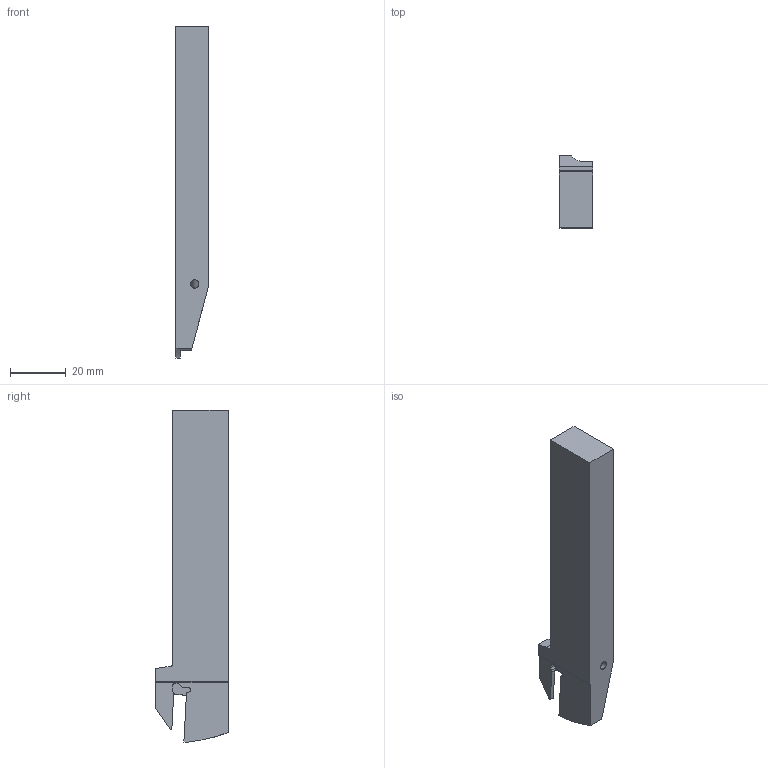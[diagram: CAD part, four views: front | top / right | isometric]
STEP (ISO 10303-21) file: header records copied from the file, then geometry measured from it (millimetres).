
FILE_DESCRIPTION(/* description */ (''),/* implementation_level */ '2;1');
FILE_NAME(/* name */ 'GYSR2012JX00-D17.stp',/* time_stamp */ '2021-08-18T15:29:39+09:00',/* author */ (''),/* organization */ (''),/* preprocessor_version */ 'ST-DEVELOPER v16',/* originating_system */ 'SIEMENS PLM Software NX 10.0',/* authorisation */ '');
FILE_SCHEMA (('AUTOMOTIVE_DESIGN { 1 0 10303 214 3 1 1 1 }'));
Length unit declared in the file: millimetre
Products named in the file (1): GYSR2012JX00-D17_ASM
Bounding box: 12 x 26 x 119 mm (x, y, z)
Volume: 25578.8 mm3; surface area: 8284.2 mm2
Topology: 2 solids, 2 shells, 88 faces, 248 edges, 166 vertices
Faces by surface type: cylinder 37, plane 33, cone 12, torus 4, sphere 2
Entity records: 3389 total; most frequent: CARTESIAN_POINT 987, ORIENTED_EDGE 492, DIRECTION 492, EDGE_CURVE 246, AXIS2_PLACEMENT_3D 185, VERTEX_POINT 163, LINE 122, VECTOR 122
